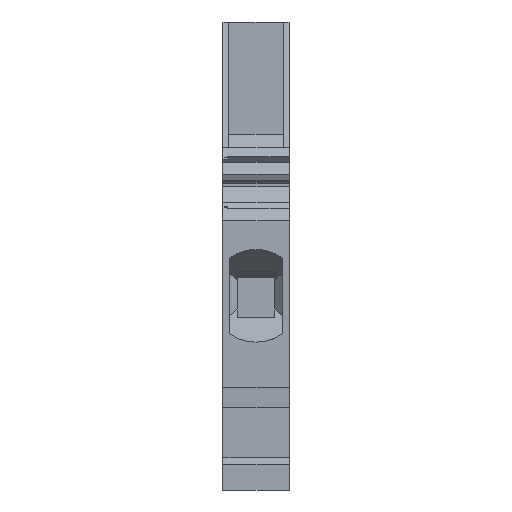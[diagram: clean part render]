
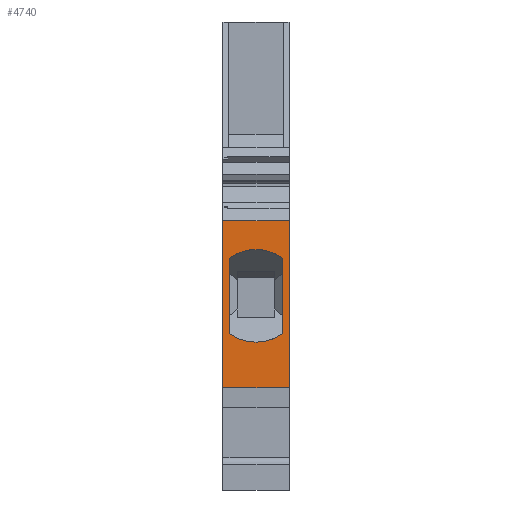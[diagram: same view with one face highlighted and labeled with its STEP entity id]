
A CAD part, front view. The second image highlights one B-rep face of the part: STEP entity #4740.
In plain terms, the highlighted planar face has unit normal (0, -1, 0).
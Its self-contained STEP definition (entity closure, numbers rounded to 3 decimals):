
#4693=AXIS2_PLACEMENT_3D('Plane Axis2P3D',#4690,#4691,#4692) ;
#4717=AXIS2_PLACEMENT_3D('Circle Axis2P3D',#4715,#4716,$) ;
#4731=AXIS2_PLACEMENT_3D('Circle Axis2P3D',#4729,#4730,$) ;
#2940=CARTESIAN_POINT('Vertex',(8.15,0.,33.15)) ;
#2943=CARTESIAN_POINT('Line Origine',(8.15,0.,22.875)) ;
#2947=CARTESIAN_POINT('Vertex',(8.15,0.,12.6)) ;
#3745=CARTESIAN_POINT('Vertex',(0.,0.,12.6)) ;
#3748=CARTESIAN_POINT('Line Origine',(0.,0.,22.875)) ;
#3752=CARTESIAN_POINT('Vertex',(0.,0.,33.15)) ;
#4664=CARTESIAN_POINT('Line Origine',(4.075,0.,33.15)) ;
#4690=CARTESIAN_POINT('Axis2P3D Location',(8.15,0.,12.6)) ;
#4695=CARTESIAN_POINT('Line Origine',(4.075,0.,12.6)) ;
#4706=CARTESIAN_POINT('Line Origine',(7.35,0.,23.9)) ;
#4710=CARTESIAN_POINT('Vertex',(7.35,0.,19.257)) ;
#4712=CARTESIAN_POINT('Vertex',(7.35,0.,28.543)) ;
#4715=CARTESIAN_POINT('Axis2P3D Location',(4.075,0.,23.8)) ;
#4719=CARTESIAN_POINT('Vertex',(0.8,0.,19.257)) ;
#4722=CARTESIAN_POINT('Line Origine',(0.8,0.,23.9)) ;
#4726=CARTESIAN_POINT('Vertex',(0.8,0.,28.543)) ;
#4729=CARTESIAN_POINT('Axis2P3D Location',(4.075,0.,24.)) ;
#2944=DIRECTION('Vector Direction',(0.,0.,-1.)) ;
#3749=DIRECTION('Vector Direction',(0.,0.,-1.)) ;
#4665=DIRECTION('Vector Direction',(-1.,0.,0.)) ;
#4691=DIRECTION('Axis2P3D Direction',(0.,1.,0.)) ;
#4692=DIRECTION('Axis2P3D XDirection',(0.,0.,-1.)) ;
#4696=DIRECTION('Vector Direction',(-1.,0.,0.)) ;
#4707=DIRECTION('Vector Direction',(0.,0.,1.)) ;
#4716=DIRECTION('Axis2P3D Direction',(0.,1.,0.)) ;
#4723=DIRECTION('Vector Direction',(0.,0.,1.)) ;
#4730=DIRECTION('Axis2P3D Direction',(0.,1.,0.)) ;
#2945=VECTOR('Line Direction',#2944,1.) ;
#3750=VECTOR('Line Direction',#3749,1.) ;
#4666=VECTOR('Line Direction',#4665,1.) ;
#4697=VECTOR('Line Direction',#4696,1.) ;
#4708=VECTOR('Line Direction',#4707,1.) ;
#4724=VECTOR('Line Direction',#4723,1.) ;
#4701=ORIENTED_EDGE('',*,*,#4668,.T.) ;
#4702=ORIENTED_EDGE('',*,*,#3754,.T.) ;
#4703=ORIENTED_EDGE('',*,*,#4699,.F.) ;
#4704=ORIENTED_EDGE('',*,*,#2949,.F.) ;
#4735=ORIENTED_EDGE('',*,*,#4714,.F.) ;
#4736=ORIENTED_EDGE('',*,*,#4721,.T.) ;
#4737=ORIENTED_EDGE('',*,*,#4728,.T.) ;
#4738=ORIENTED_EDGE('',*,*,#4733,.T.) ;
#4739=FACE_BOUND('',#4734,.T.) ;
#4740=ADVANCED_FACE('MANIFOLD_SOLID_BREP #85770',(#4705,#4739),#4694,.F.) ;
#4718=CIRCLE('generated circle',#4717,5.6) ;
#4732=CIRCLE('generated circle',#4731,5.6) ;
#2949=EDGE_CURVE('',#2941,#2948,#2946,.T.) ;
#3754=EDGE_CURVE('',#3753,#3746,#3751,.T.) ;
#4668=EDGE_CURVE('',#2941,#3753,#4667,.T.) ;
#4699=EDGE_CURVE('',#2948,#3746,#4698,.T.) ;
#4714=EDGE_CURVE('',#4711,#4713,#4709,.T.) ;
#4721=EDGE_CURVE('',#4711,#4720,#4718,.T.) ;
#4728=EDGE_CURVE('',#4720,#4727,#4725,.T.) ;
#4733=EDGE_CURVE('',#4727,#4713,#4732,.T.) ;
#4700=EDGE_LOOP('',(#4701,#4702,#4703,#4704)) ;
#4734=EDGE_LOOP('',(#4735,#4736,#4737,#4738)) ;
#4705=FACE_OUTER_BOUND('',#4700,.T.) ;
#2946=LINE('Line',#2943,#2945) ;
#3751=LINE('Line',#3748,#3750) ;
#4667=LINE('Line',#4664,#4666) ;
#4698=LINE('Line',#4695,#4697) ;
#4709=LINE('Line',#4706,#4708) ;
#4725=LINE('Line',#4722,#4724) ;
#4694=PLANE('',#4693) ;
#2941=VERTEX_POINT('',#2940) ;
#2948=VERTEX_POINT('',#2947) ;
#3746=VERTEX_POINT('',#3745) ;
#3753=VERTEX_POINT('',#3752) ;
#4711=VERTEX_POINT('',#4710) ;
#4713=VERTEX_POINT('',#4712) ;
#4720=VERTEX_POINT('',#4719) ;
#4727=VERTEX_POINT('',#4726) ;
